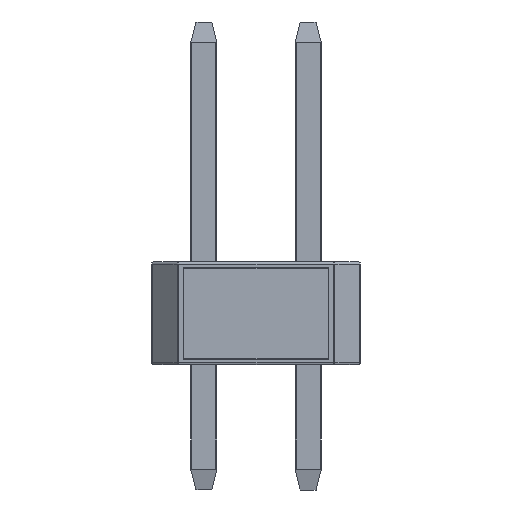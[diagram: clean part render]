
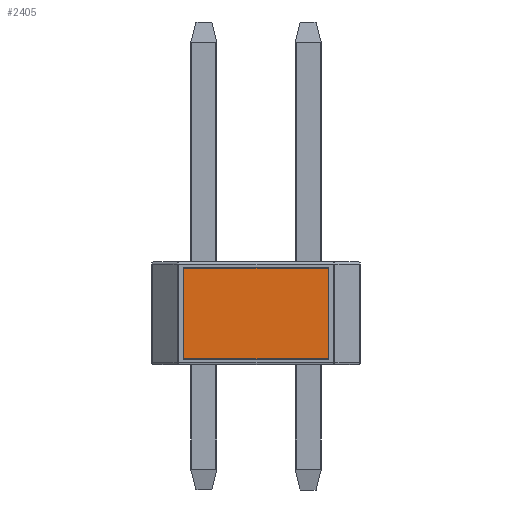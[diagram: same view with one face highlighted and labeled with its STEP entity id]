
A CAD part, left-side view. The second image highlights one B-rep face of the part: STEP entity #2405.
In plain terms, the highlighted planar face has unit normal (-1, 0, 0).
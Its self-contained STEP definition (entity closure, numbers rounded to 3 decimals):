
#454=FACE_OUTER_BOUND('',#580,.T.);
#580=EDGE_LOOP('',(#1982,#1983,#1984,#1985));
#719=LINE('',#3750,#935);
#720=LINE('',#3755,#936);
#723=LINE('',#3763,#939);
#725=LINE('',#3766,#941);
#935=VECTOR('',#2985,10.);
#936=VECTOR('',#2990,10.);
#939=VECTOR('',#2999,10.);
#941=VECTOR('',#3003,10.);
#1132=VERTEX_POINT('',#3747);
#1133=VERTEX_POINT('',#3749);
#1134=VERTEX_POINT('',#3753);
#1135=VERTEX_POINT('',#3754);
#1348=EDGE_CURVE('',#1133,#1132,#719,.T.);
#1350=EDGE_CURVE('',#1134,#1135,#720,.T.);
#1355=EDGE_CURVE('',#1132,#1134,#723,.T.);
#1357=EDGE_CURVE('',#1135,#1133,#725,.T.);
#1982=ORIENTED_EDGE('',*,*,#1355,.T.);
#1983=ORIENTED_EDGE('',*,*,#1350,.T.);
#1984=ORIENTED_EDGE('',*,*,#1357,.T.);
#1985=ORIENTED_EDGE('',*,*,#1348,.T.);
#2168=PLANE('',#2651);
#2405=ADVANCED_FACE('',(#454),#2168,.T.);
#2651=AXIS2_PLACEMENT_3D('',#3964,#3254,#3255);
#2985=DIRECTION('',(0.,1.,0.));
#2990=DIRECTION('',(0.,-1.,0.));
#2999=DIRECTION('',(0.,0.,-1.));
#3003=DIRECTION('',(0.,0.,1.));
#3254=DIRECTION('center_axis',(-1.,0.,0.));
#3255=DIRECTION('ref_axis',(0.,0.,1.));
#3747=CARTESIAN_POINT('',(-1.27,3.023,2.35));
#3749=CARTESIAN_POINT('',(-1.27,-0.488,2.35));
#3750=CARTESIAN_POINT('',(-1.27,3.023,2.35));
#3753=CARTESIAN_POINT('',(-1.27,3.023,0.15));
#3754=CARTESIAN_POINT('',(-1.27,-0.488,0.15));
#3755=CARTESIAN_POINT('',(-1.27,-0.488,0.15));
#3763=CARTESIAN_POINT('',(-1.27,3.023,0.15));
#3766=CARTESIAN_POINT('',(-1.27,-0.488,2.35));
#3964=CARTESIAN_POINT('Origin',(-1.27,1.268,1.25));
